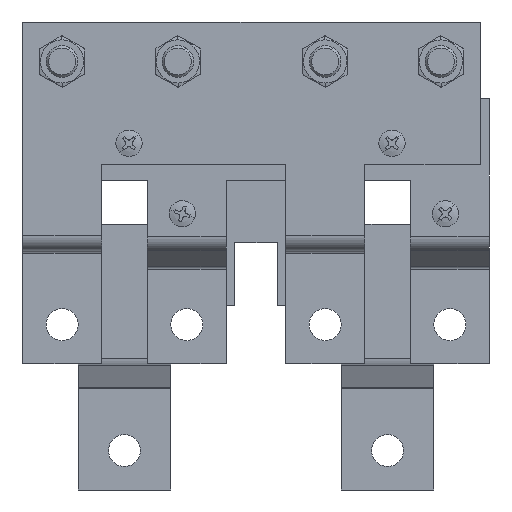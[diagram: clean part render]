
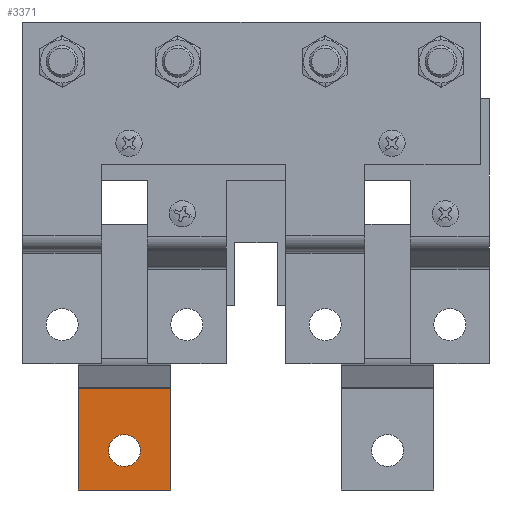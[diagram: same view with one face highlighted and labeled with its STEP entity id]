
A CAD part, front view. The second image highlights one B-rep face of the part: STEP entity #3371.
In plain terms, the highlighted planar face has unit normal (0, -1, 0).
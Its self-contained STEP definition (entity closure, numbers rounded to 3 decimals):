
#994=DIRECTION('',(0.,0.,1.));
#995=VECTOR('',#994,38.688);
#996=CARTESIAN_POINT('',(-68.26,575.113,131.));
#997=LINE('',#996,#995);
#1090=DIRECTION('',(0.,0.,-1.));
#1091=VECTOR('',#1090,38.688);
#1092=CARTESIAN_POINT('',(-33.26,575.113,169.688));
#1093=LINE('',#1092,#1091);
#1206=CARTESIAN_POINT('',(-50.76,575.113,146.));
#1207=DIRECTION('',(0.,1.,0.));
#1208=DIRECTION('',(1.,0.,0.));
#1209=AXIS2_PLACEMENT_3D('',#1206,#1207,#1208);
#1214=CARTESIAN_POINT('',(-50.76,575.113,146.));
#1215=DIRECTION('',(0.,1.,0.));
#1216=DIRECTION('',(-1.,0.,0.));
#1217=AXIS2_PLACEMENT_3D('',#1214,#1215,#1216);
#1222=DIRECTION('',(1.,0.,0.));
#1223=VECTOR('',#1222,35.);
#1224=CARTESIAN_POINT('',(-68.26,575.113,131.));
#1225=LINE('',#1224,#1223);
#1243=DIRECTION('',(1.,0.,0.));
#1244=VECTOR('',#1243,35.);
#1245=CARTESIAN_POINT('',(-68.26,575.113,169.688));
#1246=LINE('',#1245,#1244);
#2462=CARTESIAN_POINT('',(-33.26,575.113,169.688));
#2464=VERTEX_POINT('',#2462);
#2467=CARTESIAN_POINT('',(-68.26,575.113,169.688));
#2468=VERTEX_POINT('',#2467);
#2498=CARTESIAN_POINT('',(-68.26,575.113,131.));
#2500=VERTEX_POINT('',#2498);
#2697=CARTESIAN_POINT('',(-33.26,575.113,131.));
#2698=VERTEX_POINT('',#2697);
#2701=CARTESIAN_POINT('',(-56.86,575.113,146.));
#2703=VERTEX_POINT('',#2701);
#2705=CARTESIAN_POINT('',(-44.66,575.113,146.));
#2707=VERTEX_POINT('',#2705);
#3353=CARTESIAN_POINT('',(-53.31,575.113,158.778));
#3354=DIRECTION('',(0.,-1.,0.));
#3355=DIRECTION('',(1.,0.,0.));
#3356=AXIS2_PLACEMENT_3D('',#3353,#3354,#3355);
#3357=PLANE('',#3356);
#3358=ORIENTED_EDGE('',*,*,#3221,.T.);
#3359=ORIENTED_EDGE('',*,*,#3347,.F.);
#3360=ORIENTED_EDGE('',*,*,#3167,.T.);
#3362=ORIENTED_EDGE('',*,*,#3361,.T.);
#3363=EDGE_LOOP('',(#3358,#3359,#3360,#3362));
#3364=FACE_OUTER_BOUND('',#3363,.F.);
#3366=ORIENTED_EDGE('',*,*,#3365,.F.);
#3368=ORIENTED_EDGE('',*,*,#3367,.F.);
#3369=EDGE_LOOP('',(#3366,#3368));
#3370=FACE_BOUND('',#3369,.F.);
#1210=CIRCLE('',#1209,6.1);
#1218=CIRCLE('',#1217,6.1);
#3167=EDGE_CURVE('',#2500,#2468,#997,.T.);
#3221=EDGE_CURVE('',#2464,#2698,#1093,.T.);
#3347=EDGE_CURVE('',#2500,#2698,#1225,.T.);
#3361=EDGE_CURVE('',#2468,#2464,#1246,.T.);
#3365=EDGE_CURVE('',#2707,#2703,#1210,.T.);
#3367=EDGE_CURVE('',#2703,#2707,#1218,.T.);
#3371=ADVANCED_FACE('',(#3364,#3370),#3357,.T.);
